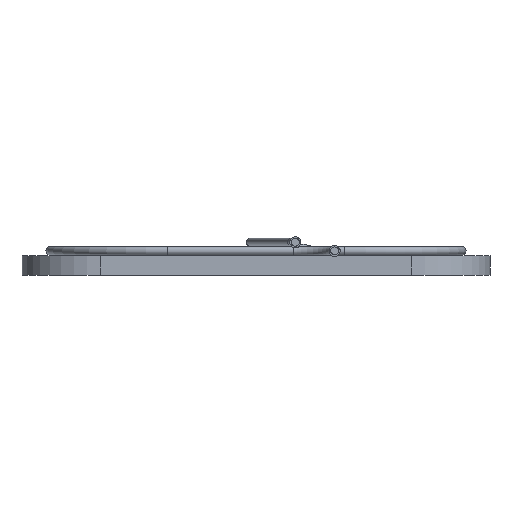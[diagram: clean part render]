
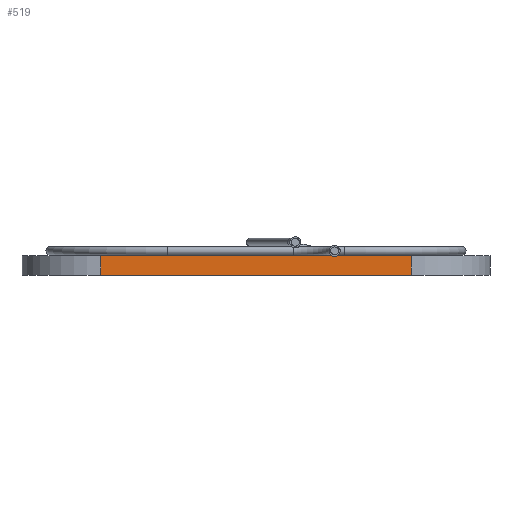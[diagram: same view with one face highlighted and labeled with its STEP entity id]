
A CAD part, front view. The second image highlights one B-rep face of the part: STEP entity #519.
In plain terms, the highlighted planar face has unit normal (0, -1, 0).
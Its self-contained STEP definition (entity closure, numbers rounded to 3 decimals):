
#519 = ADVANCED_FACE( '', ( #1272 ), #1273, .T. );
#1272 = FACE_OUTER_BOUND( '', #2361, .T. );
#1273 = PLANE( '', #2362 );
#2361 = EDGE_LOOP( '', ( #4001, #4002, #4003, #4004 ) );
#2362 = AXIS2_PLACEMENT_3D( '', #4005, #4006, #4007 );
#4001 = ORIENTED_EDGE( '', *, *, #6441, .T. );
#4002 = ORIENTED_EDGE( '', *, *, #6442, .T. );
#4003 = ORIENTED_EDGE( '', *, *, #6443, .F. );
#4004 = ORIENTED_EDGE( '', *, *, #6444, .T. );
#4005 = CARTESIAN_POINT( '', ( 29.75, -26., 2.5 ) );
#4006 = DIRECTION( '', ( 0., -1., 0. ) );
#4007 = DIRECTION( '', ( 1., 0., 0. ) );
#6441 = EDGE_CURVE( '', #7544, #7545, #7546, .T. );
#6442 = EDGE_CURVE( '', #7545, #7547, #7548, .T. );
#6443 = EDGE_CURVE( '', #7549, #7547, #7550, .T. );
#6444 = EDGE_CURVE( '', #7549, #7544, #7551, .F. );
#7544 = VERTEX_POINT( '', #9442 );
#7545 = VERTEX_POINT( '', #9443 );
#7546 = LINE( '', #9444, #9445 );
#7547 = VERTEX_POINT( '', #9446 );
#7548 = LINE( '', #9447, #9448 );
#7549 = VERTEX_POINT( '', #9449 );
#7550 = LINE( '', #9450, #9451 );
#7551 = LINE( '', #9452, #9453 );
#9442 = CARTESIAN_POINT( '', ( 19.75, -26., 2.5 ) );
#9443 = CARTESIAN_POINT( '', ( -19.75, -26., 2.5 ) );
#9444 = CARTESIAN_POINT( '', ( 29.75, -26., 2.5 ) );
#9445 = VECTOR( '', #11244, 1000. );
#9446 = CARTESIAN_POINT( '', ( -19.75, -26., 0. ) );
#9447 = CARTESIAN_POINT( '', ( -19.75, -26., 2.5 ) );
#9448 = VECTOR( '', #11245, 1000. );
#9449 = CARTESIAN_POINT( '', ( 19.75, -26., 0. ) );
#9450 = CARTESIAN_POINT( '', ( 29.75, -26., 0. ) );
#9451 = VECTOR( '', #11246, 1000. );
#9452 = CARTESIAN_POINT( '', ( 19.75, -26., 2.5 ) );
#9453 = VECTOR( '', #11247, 1000. );
#11244 = DIRECTION( '', ( -1., 0., 0. ) );
#11245 = DIRECTION( '', ( 0., 0., -1. ) );
#11246 = DIRECTION( '', ( -1., 0., 0. ) );
#11247 = DIRECTION( '', ( 0., 0., -1. ) );
